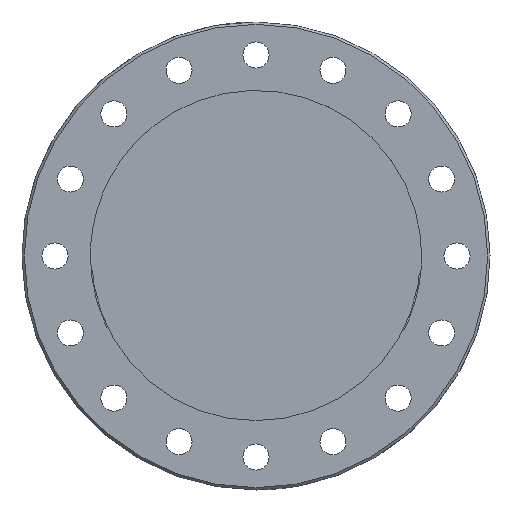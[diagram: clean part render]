
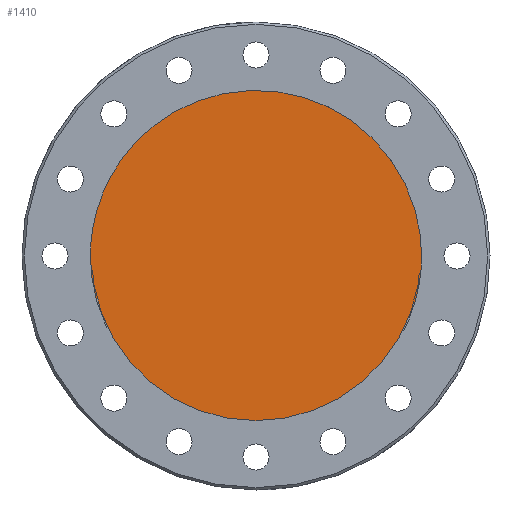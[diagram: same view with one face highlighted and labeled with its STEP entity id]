
A CAD part, front view. The second image highlights one B-rep face of the part: STEP entity #1410.
In plain terms, the highlighted planar face has unit normal (0, -1, -0.009).
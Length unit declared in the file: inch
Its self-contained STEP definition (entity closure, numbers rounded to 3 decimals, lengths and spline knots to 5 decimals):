
#5 = AXIS2_PLACEMENT_3D ( 'NONE', #873, #301, #1933 ) ;
#24 = ORIENTED_EDGE ( 'NONE', *, *, #1611, .T. ) ;
#301 = DIRECTION ( 'NONE',  ( 0., 1., 0.009 ) ) ;
#347 = ORIENTED_EDGE ( 'NONE', *, *, #673, .T. ) ;
#349 = CARTESIAN_POINT ( 'NONE',  ( -2.11239, -0.00496, 0.02152 ) ) ;
#590 = CARTESIAN_POINT ( 'NONE',  ( 2.06934, 0.03191, -4.2463 ) ) ;
#673 = EDGE_CURVE ( 'NONE', #679, #1314, #850, .T. ) ;
#679 = VERTEX_POINT ( 'NONE', #1688 ) ;
#769 = CARTESIAN_POINT ( 'NONE',  ( -2.15544, 0.03191, -4.20326 ) ) ;
#781 = CARTESIAN_POINT ( 'NONE',  ( -2.11239, -0.00496, 0.02152 ) ) ;
#850 =( BOUNDED_CURVE ( )  B_SPLINE_CURVE ( 3, ( #1699, #1346, #1323, #1488 ),
 .UNSPECIFIED., .F., .T. ) 
 B_SPLINE_CURVE_WITH_KNOTS ( ( 4, 4 ),
 ( 4.71239, 7.85398 ),
 .UNSPECIFIED. ) 
 CURVE ( )  GEOMETRIC_REPRESENTATION_ITEM ( )  RATIONAL_B_SPLINE_CURVE ( ( 1., 0.333, 0.333, 1. ) ) 
 REPRESENTATION_ITEM ( '' )  );
#873 = CARTESIAN_POINT ( 'NONE',  ( -2.13453, 0.014, -2.15086 ) ) ;
#919 =( BOUNDED_CURVE ( )  B_SPLINE_CURVE ( 3, ( #781, #769, #590, #1662 ),
 .UNSPECIFIED., .F., .F. ) 
 B_SPLINE_CURVE_WITH_KNOTS ( ( 4, 4 ),
 ( 1.5708, 4.71239 ),
 .UNSPECIFIED. ) 
 CURVE ( )  GEOMETRIC_REPRESENTATION_ITEM ( )  RATIONAL_B_SPLINE_CURVE ( ( 1., 0.333, 0.333, 1. ) ) 
 REPRESENTATION_ITEM ( '' )  );
#1034 = FACE_OUTER_BOUND ( 'NONE', #1210, .T. ) ;
#1045 = PLANE ( 'NONE',  #5 ) ;
#1210 = EDGE_LOOP ( 'NONE', ( #24, #347 ) ) ;
#1314 = VERTEX_POINT ( 'NONE', #349 ) ;
#1323 = CARTESIAN_POINT ( 'NONE',  ( -2.06934, -0.04183, 4.2463 ) ) ;
#1346 = CARTESIAN_POINT ( 'NONE',  ( 2.15544, -0.04183, 4.20326 ) ) ;
#1410 = ADVANCED_FACE ( 'NONE', ( #1034 ), #1045, .F. ) ;
#1488 = CARTESIAN_POINT ( 'NONE',  ( -2.11239, -0.00496, 0.02152 ) ) ;
#1611 = EDGE_CURVE ( 'NONE', #1314, #679, #919, .T. ) ;
#1662 = CARTESIAN_POINT ( 'NONE',  ( 2.11239, -0.00496, -0.02152 ) ) ;
#1688 = CARTESIAN_POINT ( 'NONE',  ( 2.11239, -0.00496, -0.02152 ) ) ;
#1699 = CARTESIAN_POINT ( 'NONE',  ( 2.11239, -0.00496, -0.02152 ) ) ;
#1933 = DIRECTION ( 'NONE',  ( 0.01, -0.009, 1. ) ) ;
